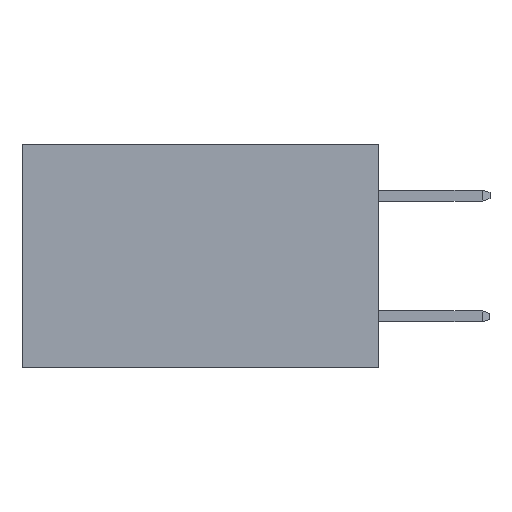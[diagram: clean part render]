
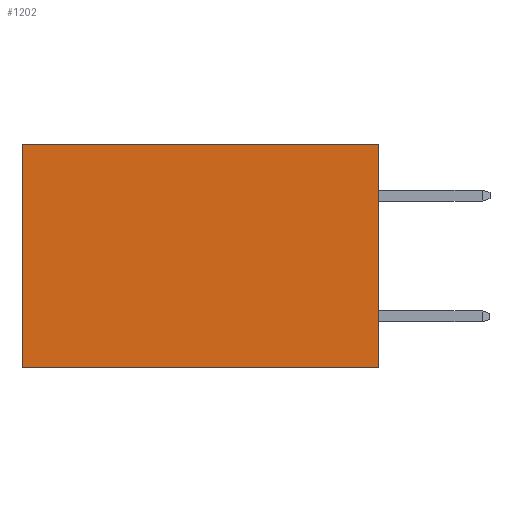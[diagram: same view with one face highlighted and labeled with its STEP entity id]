
A CAD part, left-side view. The second image highlights one B-rep face of the part: STEP entity #1202.
In plain terms, the highlighted planar face has unit normal (-1, 0, 0).
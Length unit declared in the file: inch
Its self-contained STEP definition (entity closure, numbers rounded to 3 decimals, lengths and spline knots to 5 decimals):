
#189 = ORIENTED_EDGE ( 'NONE', *, *, #2084, .F. ) ;
#341 = CARTESIAN_POINT ( 'NONE',  ( 0.277, 0., -0.37 ) ) ;
#502 = EDGE_LOOP ( 'NONE', ( #7664, #189, #6054, #7882 ) ) ;
#1202 = ADVANCED_FACE ( 'NONE', ( #4759 ), #6898, .F. ) ;
#1381 = VERTEX_POINT ( 'NONE', #2408 ) ;
#1803 = VECTOR ( 'NONE', #3353, 39.37008 ) ;
#2048 = VERTEX_POINT ( 'NONE', #8839 ) ;
#2068 = CARTESIAN_POINT ( 'NONE',  ( 0.277, 0.59, -0.37 ) ) ;
#2084 = EDGE_CURVE ( 'NONE', #2048, #3470, #8270, .T. ) ;
#2226 = AXIS2_PLACEMENT_3D ( 'NONE', #341, #5707, #4045 ) ;
#2408 = CARTESIAN_POINT ( 'NONE',  ( 0.277, 0., 0. ) ) ;
#2618 = VECTOR ( 'NONE', #4868, 39.37008 ) ;
#2842 = LINE ( 'NONE', #3346, #2618 ) ;
#2899 = CARTESIAN_POINT ( 'NONE',  ( 0.277, 0., -0.37 ) ) ;
#3346 = CARTESIAN_POINT ( 'NONE',  ( 0.277, 0.59, -0.37 ) ) ;
#3353 = DIRECTION ( 'NONE',  ( 0., 1., 0. ) ) ;
#3470 = VERTEX_POINT ( 'NONE', #2068 ) ;
#3775 = DIRECTION ( 'NONE',  ( 0., 0., -1. ) ) ;
#4045 = DIRECTION ( 'NONE',  ( 0., 0., -1. ) ) ;
#4085 = CARTESIAN_POINT ( 'NONE',  ( 0.277, 0., 0. ) ) ;
#4407 = VECTOR ( 'NONE', #8162, 39.37008 ) ;
#4456 = VECTOR ( 'NONE', #3775, 39.37008 ) ;
#4673 = LINE ( 'NONE', #2899, #4456 ) ;
#4759 = FACE_OUTER_BOUND ( 'NONE', #502, .T. ) ;
#4868 = DIRECTION ( 'NONE',  ( 0., 0., -1. ) ) ;
#5655 = LINE ( 'NONE', #4085, #1803 ) ;
#5707 = DIRECTION ( 'NONE',  ( 1., 0., 0. ) ) ;
#6030 = EDGE_CURVE ( 'NONE', #1381, #7862, #5655, .T. ) ;
#6054 = ORIENTED_EDGE ( 'NONE', *, *, #6405, .F. ) ;
#6167 = EDGE_CURVE ( 'NONE', #7862, #3470, #2842, .T. ) ;
#6405 = EDGE_CURVE ( 'NONE', #1381, #2048, #4673, .T. ) ;
#6898 = PLANE ( 'NONE',  #2226 ) ;
#7664 = ORIENTED_EDGE ( 'NONE', *, *, #6167, .T. ) ;
#7862 = VERTEX_POINT ( 'NONE', #8084 ) ;
#7882 = ORIENTED_EDGE ( 'NONE', *, *, #6030, .T. ) ;
#8084 = CARTESIAN_POINT ( 'NONE',  ( 0.277, 0.59, 0. ) ) ;
#8162 = DIRECTION ( 'NONE',  ( 0., 1., 0. ) ) ;
#8270 = LINE ( 'NONE', #8348, #4407 ) ;
#8348 = CARTESIAN_POINT ( 'NONE',  ( 0.277, 0., -0.37 ) ) ;
#8839 = CARTESIAN_POINT ( 'NONE',  ( 0.277, 0., -0.37 ) ) ;
